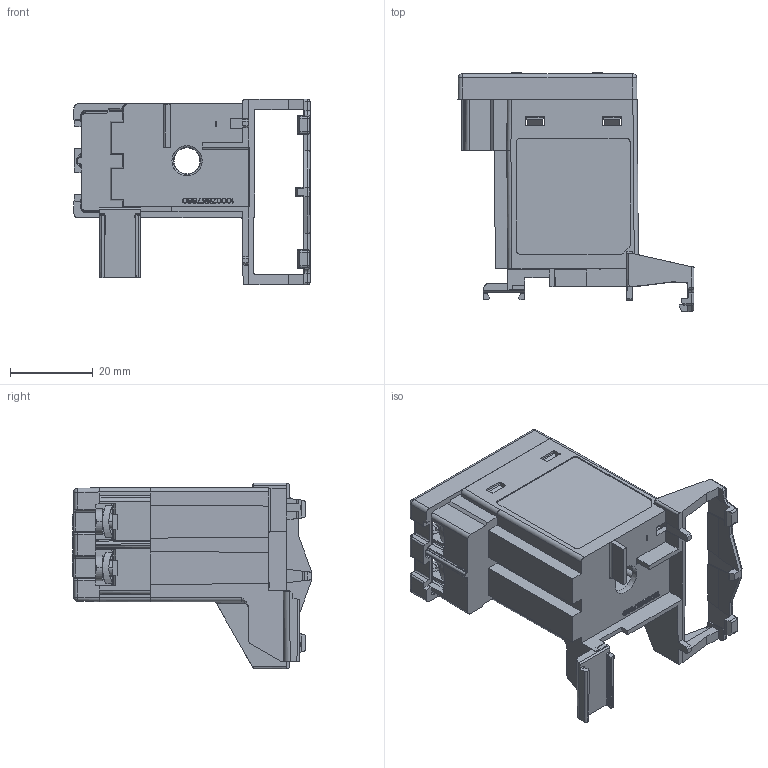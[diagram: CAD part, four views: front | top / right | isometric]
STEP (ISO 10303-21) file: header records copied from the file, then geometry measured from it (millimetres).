
FILE_DESCRIPTION((''),'2;1');
FILE_NAME('PROP-WRKS-1EMRZ-1EMRD-1EMRA_ASM','2019-10-21T20:04:02',('sclark'),('Rockwell Automation'),'CREO PARAMETRIC BY PTC INC, 2017380','CREO PARAMETRIC BY PTC INC, 2017380','');
FILE_SCHEMA(('CONFIG_CONTROL_DESIGN'));
Length unit declared in the file: millimetre
Products named in the file (9): 10002335939; 40759-40764024_AF0; 40759-40760038; 40759-40760039; 40759-40760302_ASM; 40759-4076431052_ASM; 10000177028_ASM; 10000005236; PROP-WRKS-1EMRZ-1EMRD-1EMRA_ASM
Assembly tree (9 placements, depth 5):
  PROP-WRKS-1EMRZ-1EMRD-1EMRA_ASM
    10002335939
    10000177028_ASM
      40759-4076431052_ASM  x2
        40759-40764024_AF0
        40759-40760302_ASM
          40759-40760038
          40759-40760039
    10000005236
Bounding box: 56.99 x 57.75 x 44.8 mm (x, y, z)
Volume: 15761.4 mm3; surface area: 23057.9 mm2
Topology: 8 solids, 8 shells, 1793 faces, 4896 edges, 3151 vertices
Faces by surface type: plane 1227, cylinder 378, cone 61, sphere 61, bspline 44, torus 22
Entity records: 56421 total; most frequent: CARTESIAN_POINT 13708, ORIENTED_EDGE 9396, DIRECTION 7950, EDGE_CURVE 4698, VECTOR 3712, LINE 3712, VERTEX_POINT 3019, AXIS2_PLACEMENT_3D 2119
